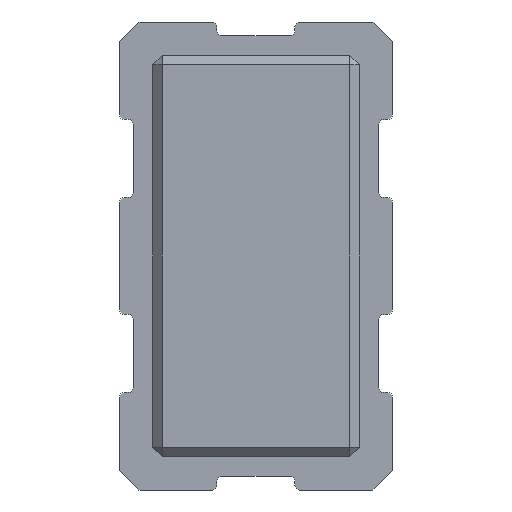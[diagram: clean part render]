
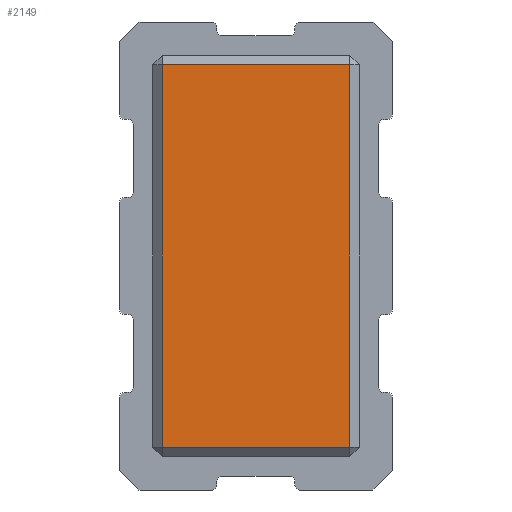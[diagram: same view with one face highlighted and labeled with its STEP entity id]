
A CAD part, front view. The second image highlights one B-rep face of the part: STEP entity #2149.
In plain terms, the highlighted planar face has unit normal (0, -1, 0).
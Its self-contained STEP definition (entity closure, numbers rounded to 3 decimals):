
#1912=CARTESIAN_POINT('Vertex',(-4.8,-160.,-9.8)) ;
#1988=CARTESIAN_POINT('Line Origine',(-4.8,-160.,0.)) ;
#1992=CARTESIAN_POINT('Vertex',(-4.8,-160.,9.8)) ;
#2089=CARTESIAN_POINT('Vertex',(4.8,-160.,-9.8)) ;
#2092=CARTESIAN_POINT('Line Origine',(0.25,-160.,-9.8)) ;
#2126=CARTESIAN_POINT('Axis2P3D Location',(0.,-160.,0.)) ;
#2131=CARTESIAN_POINT('Line Origine',(4.8,-160.,0.)) ;
#2135=CARTESIAN_POINT('Vertex',(4.8,-160.,9.8)) ;
#2138=CARTESIAN_POINT('Line Origine',(0.,-160.,9.8)) ;
#1990=VECTOR('Line Direction',#1989,1.) ;
#2094=VECTOR('Line Direction',#2093,1.) ;
#2133=VECTOR('Line Direction',#2132,1.) ;
#2140=VECTOR('Line Direction',#2139,1.) ;
#1989=DIRECTION('Vector Direction',(0.,0.,1.)) ;
#2093=DIRECTION('Vector Direction',(1.,0.,0.)) ;
#2127=DIRECTION('Axis2P3D Direction',(0.,1.,-0.)) ;
#2128=DIRECTION('Axis2P3D XDirection',(-1.,0.,0.)) ;
#2132=DIRECTION('Vector Direction',(0.,0.,-1.)) ;
#2139=DIRECTION('Vector Direction',(-1.,0.,0.)) ;
#2129=AXIS2_PLACEMENT_3D('Plane Axis2P3D',#2126,#2127,#2128) ;
#1991=LINE('Line',#1988,#1990) ;
#2095=LINE('Line',#2092,#2094) ;
#2134=LINE('Line',#2131,#2133) ;
#2141=LINE('Line',#2138,#2140) ;
#2130=PLANE('',#2129) ;
#1994=EDGE_CURVE('',#1913,#1993,#1991,.T.) ;
#2096=EDGE_CURVE('',#2090,#1913,#2095,.F.) ;
#2137=EDGE_CURVE('',#2136,#2090,#2134,.T.) ;
#2142=EDGE_CURVE('',#1993,#2136,#2141,.F.) ;
#2143=EDGE_LOOP('',(#2144,#2145,#2146,#2147)) ;
#2144=ORIENTED_EDGE('',*,*,#2137,.F.) ;
#2145=ORIENTED_EDGE('',*,*,#2142,.F.) ;
#2146=ORIENTED_EDGE('',*,*,#1994,.F.) ;
#2147=ORIENTED_EDGE('',*,*,#2096,.F.) ;
#1913=VERTEX_POINT('',#1912) ;
#1993=VERTEX_POINT('',#1992) ;
#2090=VERTEX_POINT('',#2089) ;
#2136=VERTEX_POINT('',#2135) ;
#2149=ADVANCED_FACE('PartBody',(#2148),#2130,.F.) ;
#2148=FACE_OUTER_BOUND('',#2143,.T.) ;
